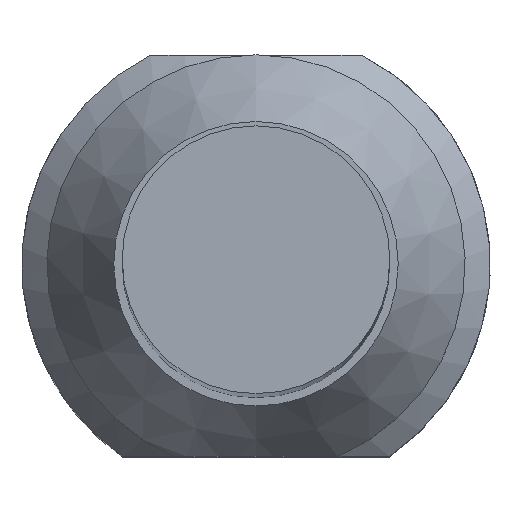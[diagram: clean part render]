
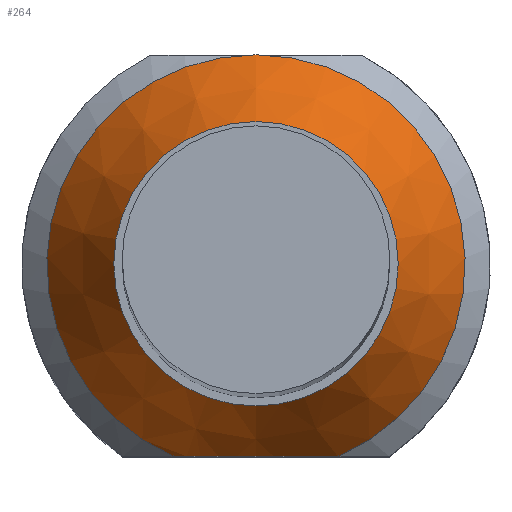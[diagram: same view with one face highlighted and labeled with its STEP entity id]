
A CAD part, top view. The second image highlights one B-rep face of the part: STEP entity #264.
In plain terms, the highlighted conical face has half-angle 30 degrees and reference radius 12.5 mm.
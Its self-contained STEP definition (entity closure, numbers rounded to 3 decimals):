
#264=ADVANCED_FACE('240[2]',(#689,#690),#691,.T.);
#355=EDGE_CURVE('240[2]',#823,#823,#824,.T.);
#390=EDGE_CURVE('240[2]',#646,#871,#872,.T.);
#443=EDGE_CURVE('240[2]',#871,#944,#945,.T.);
#529=EDGE_CURVE('240[2]',#646,#944,#1055,.T.);
#646=VERTEX_POINT('NONE',#1207);
#689=FACE_BOUND('',#1275,.T.);
#690=FACE_BOUND('',#1276,.T.);
#691=CONICAL_SURFACE('',#1277,12.5,0.524);
#823=VERTEX_POINT('NONE',#1488);
#824=CIRCLE('',#1489,8.5);
#871=VERTEX_POINT('NONE',#1551);
#872=B_SPLINE_CURVE_WITH_KNOTS('',3,(#1552,#1553,#1554,#1555,#1556,#1557,#1558,#1559),.UNSPECIFIED.,.F.,.F.,(4,2,2,4),(0.013,0.016,0.017,0.019),.UNSPECIFIED.);
#944=VERTEX_POINT('NONE',#1685);
#945=B_SPLINE_CURVE_WITH_KNOTS('',3,(#1686,#1687,#1688,#1689,#1690,#1691,#1692,#1693,#1694,#1695),.UNSPECIFIED.,.F.,.F.,(4,2,2,2,4),(0.019,0.02,0.021,0.021,0.024),.UNSPECIFIED.);
#1055=CIRCLE('',#1887,12.5);
#1207=CARTESIAN_POINT('',(4.899,-11.5,28.072));
#1275=EDGE_LOOP('',(#2053));
#1276=EDGE_LOOP('',(#2054,#2055,#2056));
#1277=AXIS2_PLACEMENT_3D('',#2057,#2058,#2059);
#1488=CARTESIAN_POINT('',(0.,-8.5,35.0));
#1489=AXIS2_PLACEMENT_3D('',#2196,#2197,#2198);
#1551=CARTESIAN_POINT('',(0.,-11.5,29.804));
#1552=CARTESIAN_POINT('',(4.899,-11.5,28.072));
#1553=CARTESIAN_POINT('',(4.175,-11.5,28.563));
#1554=CARTESIAN_POINT('',(3.399,-11.5,28.999));
#1555=CARTESIAN_POINT('',(2.161,-11.5,29.467));
#1556=CARTESIAN_POINT('',(1.737,-11.5,29.592));
#1557=CARTESIAN_POINT('',(0.879,-11.5,29.759));
#1558=CARTESIAN_POINT('',(0.443,-11.5,29.804));
#1559=CARTESIAN_POINT('',(0.,-11.5,29.804));
#1685=CARTESIAN_POINT('',(-4.899,-11.5,28.072));
#1686=CARTESIAN_POINT('',(0.,-11.5,29.804));
#1687=CARTESIAN_POINT('',(-0.445,-11.5,29.804));
#1688=CARTESIAN_POINT('',(-0.882,-11.5,29.759));
#1689=CARTESIAN_POINT('',(-1.527,-11.5,29.632));
#1690=CARTESIAN_POINT('',(-1.741,-11.5,29.58));
#1691=CARTESIAN_POINT('',(-2.164,-11.5,29.457));
#1692=CARTESIAN_POINT('',(-2.375,-11.5,29.386));
#1693=CARTESIAN_POINT('',(-3.408,-11.5,28.994));
#1694=CARTESIAN_POINT('',(-4.171,-11.5,28.566));
#1695=CARTESIAN_POINT('',(-4.899,-11.5,28.072));
#1887=AXIS2_PLACEMENT_3D('',#2461,#2462,#2463);
#2053=ORIENTED_EDGE('',*,*,#355,.F.);
#2054=ORIENTED_EDGE('',*,*,#443,.F.);
#2055=ORIENTED_EDGE('',*,*,#390,.F.);
#2056=ORIENTED_EDGE('',*,*,#529,.T.);
#2057=CARTESIAN_POINT('',(0.,0.,28.072));
#2058=DIRECTION('',(0.,0.,-1.0));
#2059=DIRECTION('',(0.,-1.0,0.));
#2196=CARTESIAN_POINT('',(0.,0.,35.0));
#2197=DIRECTION('',(0.,0.,1.0));
#2198=DIRECTION('',(0.,1.0,0.));
#2461=CARTESIAN_POINT('',(0.,0.,28.072));
#2462=DIRECTION('',(0.,0.,1.0));
#2463=DIRECTION('',(0.,1.0,0.));
